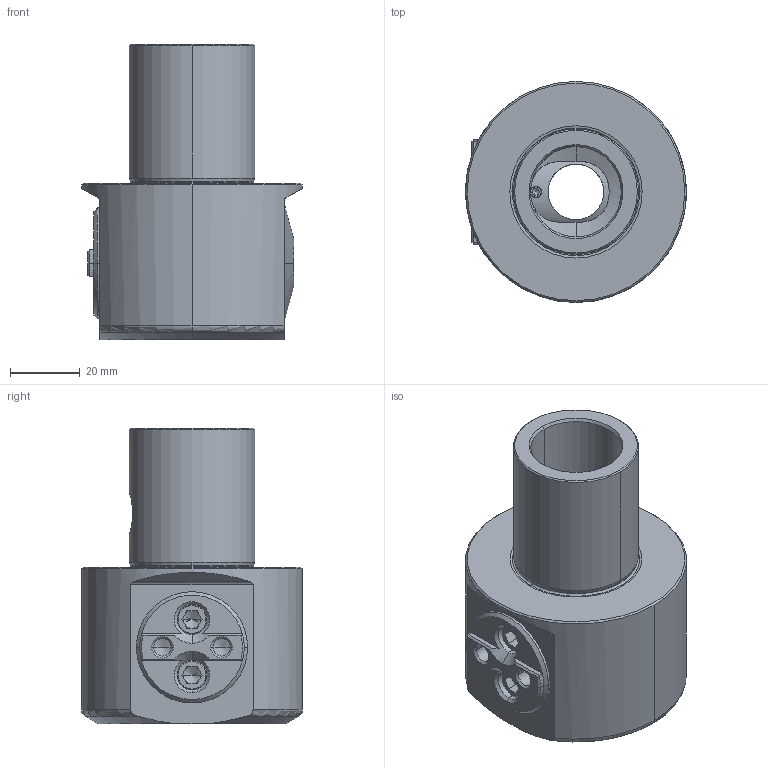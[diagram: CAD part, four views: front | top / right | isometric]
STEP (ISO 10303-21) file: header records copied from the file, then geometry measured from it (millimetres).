
FILE_DESCRIPTION(('no description'),'unknown implementation level');
FILE_NAME('854586B5-A049-4D58-8C0B-03190D21B69A_export.stp',' ',('CIMSOURCE GmbH'),('CADClick - KiM GmbH - www.kimweb.de'),'unknown preprocess','ACIS','unknown authorization');
FILE_SCHEMA(('automotive_design'));
Length unit declared in the file: millimetre
Products named in the file (8): 112.108 Kaiser EWN 2-50XL X CK6|112.148 Kaiser Werkzeugk�rper EWN2-50(150)xCK6_Standard;NONE; 112.108 Kaiser EWN 2-50XL X CK6|112.040 Kaiser Zustelleinheit EWN 2-50 (XL)_Standard|690.595 Kaiser ETL M10 X 10D_DIN 913 - M10x10;NONE; 112.108 Kaiser EWN 2-50XL X CK6|112.040 Kaiser Zustelleinheit EWN 2-50 (XL)_Standard|112.040 Kaiser Zustelleinheit EWN 2-50 (XL)_Standard;NONE; 112.108 Kaiser EWN 2-50XL X CK6|112.040 Kaiser Zustelleinheit EWN 2-50 (XL)_Standard|112.156 Kaiser RTL �8,4 X 8,5_Standard;NONE; 112.108 Kaiser EWN 2-50XL X CK6|112.040 Kaiser Zustelleinheit EWN 2-50 (XL)_Standard|691.374 Kaiser RTL �2,5 X 22K_Standard;NONE; 112.108 Kaiser EWN 2-50XL X CK6|112.040 Kaiser Zustelleinheit EWN 2-50 (XL)_Standard|690.417 Kaiser ETL M4 X 4D_Standard;NONE
Bounding box: 63.5 x 63.5 x 85 mm (x, y, z)
Volume: 136799.3 mm3; surface area: 38503.7 mm2
Topology: 8 solids, 8 shells, 269 faces, 659 edges, 399 vertices
Faces by surface type: plane 96, cone 81, cylinder 72, bspline 12, torus 8
Entity records: 17121 total; most frequent: CARTESIAN_POINT 3456, STYLED_ITEM 1313, PRESENTATION_STYLE_ASSIGNMENT 1313, COLOUR_RGB 1313, ORIENTED_EDGE 1290, DIRECTION 1281, EDGE_CURVE 645, CURVE_STYLE 645
